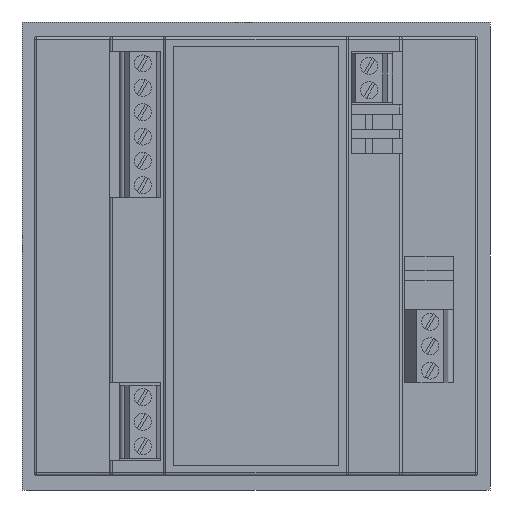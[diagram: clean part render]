
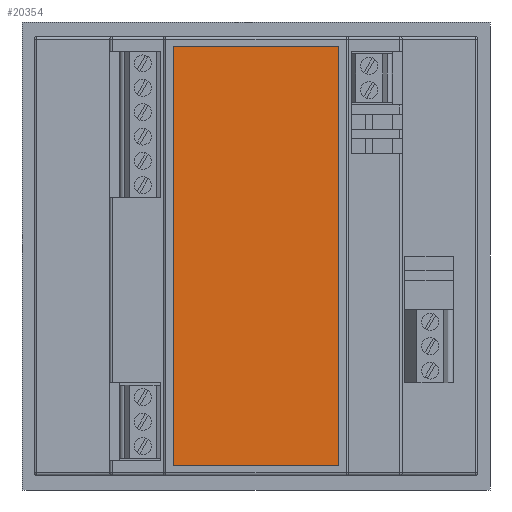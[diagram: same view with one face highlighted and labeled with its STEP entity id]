
A CAD part, front view. The second image highlights one B-rep face of the part: STEP entity #20354.
In plain terms, the highlighted planar face has unit normal (0, -1, 0).
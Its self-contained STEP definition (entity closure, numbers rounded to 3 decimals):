
#20253=CARTESIAN_POINT('',(31.,-57.5,91.));
#20254=VERTEX_POINT('',#20253);
#20261=CARTESIAN_POINT('',(65.,-57.5,91.));
#20262=VERTEX_POINT('',#20261);
#20263=CARTESIAN_POINT('',(31.,-57.5,91.));
#20264=DIRECTION('',(1.,0.,-0.));
#20265=VECTOR('',#20264,34.);
#20266=LINE('',#20263,#20265);
#20267=EDGE_CURVE('',#20254,#20262,#20266,.T.);
#20285=CARTESIAN_POINT('',(65.,-57.5,5.));
#20286=VERTEX_POINT('',#20285);
#20287=CARTESIAN_POINT('',(65.,-57.5,91.));
#20288=DIRECTION('',(-0.,0.,-1.));
#20289=VECTOR('',#20288,86.);
#20290=LINE('',#20287,#20289);
#20291=EDGE_CURVE('',#20262,#20286,#20290,.T.);
#20309=CARTESIAN_POINT('',(31.,-57.5,5.));
#20310=VERTEX_POINT('',#20309);
#20311=CARTESIAN_POINT('',(65.,-57.5,5.));
#20312=DIRECTION('',(-1.,0.,0.));
#20313=VECTOR('',#20312,34.);
#20314=LINE('',#20311,#20313);
#20315=EDGE_CURVE('',#20286,#20310,#20314,.T.);
#20333=CARTESIAN_POINT('',(31.,-57.5,5.));
#20334=DIRECTION('',(0.,0.,1.));
#20335=VECTOR('',#20334,86.);
#20336=LINE('',#20333,#20335);
#20337=EDGE_CURVE('',#20310,#20254,#20336,.T.);
#20343=CARTESIAN_POINT('',(48.,-57.5,48.));
#20344=DIRECTION('',(0.,1.,0.));
#20345=DIRECTION('',(0.,0.,-1.));
#20346=AXIS2_PLACEMENT_3D('',#20343,#20344,#20345);
#20347=PLANE('',#20346);
#20348=ORIENTED_EDGE('',*,*,#20267,.F.);
#20349=ORIENTED_EDGE('',*,*,#20337,.F.);
#20350=ORIENTED_EDGE('',*,*,#20315,.F.);
#20351=ORIENTED_EDGE('',*,*,#20291,.F.);
#20352=EDGE_LOOP('',(#20348,#20349,#20350,#20351));
#20353=FACE_BOUND('',#20352,.T.);
#20354=ADVANCED_FACE('',(#20353),#20347,.F.);
